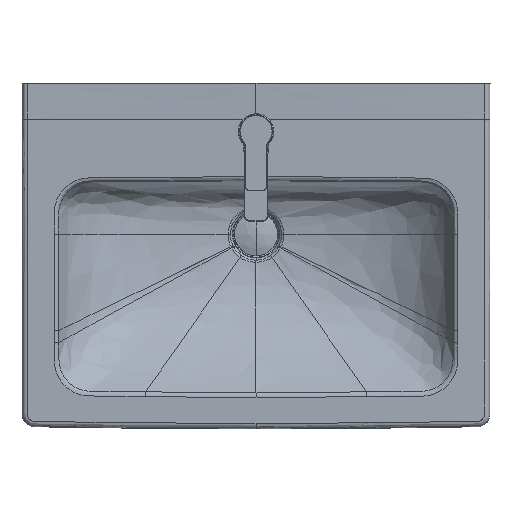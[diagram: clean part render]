
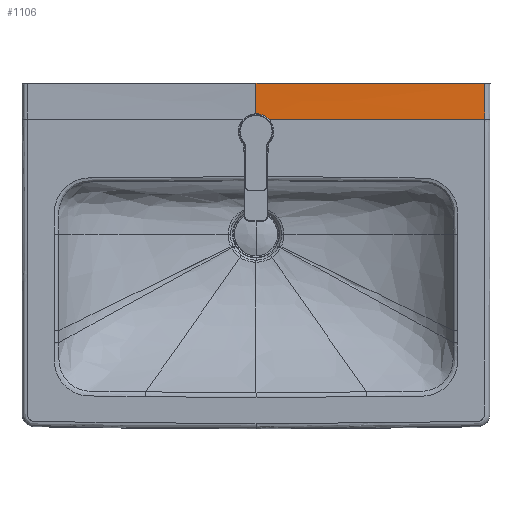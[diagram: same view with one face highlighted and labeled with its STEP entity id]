
A CAD part, top view. The second image highlights one B-rep face of the part: STEP entity #1106.
In plain terms, the highlighted free-form (B-spline) face has degree [5, 5] with [6, 12] control points.
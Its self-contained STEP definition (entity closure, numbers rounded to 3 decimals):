
#73=B_SPLINE_SURFACE_WITH_KNOTS('',5,5,((#36348,#36349,#36350,#36351,#36352,
#36353,#36354,#36355,#36356,#36357,#36358,#36359),(#36360,#36361,#36362,
#36363,#36364,#36365,#36366,#36367,#36368,#36369,#36370,#36371),(#36372,
#36373,#36374,#36375,#36376,#36377,#36378,#36379,#36380,#36381,#36382,#36383),
(#36384,#36385,#36386,#36387,#36388,#36389,#36390,#36391,#36392,#36393,
#36394,#36395),(#36396,#36397,#36398,#36399,#36400,#36401,#36402,#36403,
#36404,#36405,#36406,#36407),(#36408,#36409,#36410,#36411,#36412,#36413,
#36414,#36415,#36416,#36417,#36418,#36419)),.UNSPECIFIED.,.F.,.F.,.F.,(6,
6),(6,3,3,6),(0.,325.236),(638.002,650.501,675.5,
700.499),.UNSPECIFIED.);
#362=B_SPLINE_CURVE_WITH_KNOTS('',5,(#101005,#101006,#101007,#101008,#101009,
#101010,#101011,#101012,#101013),.UNSPECIFIED.,.F.,.F.,(6,3,6),(0.074,
35.388,69.995),.UNSPECIFIED.);
#366=B_SPLINE_CURVE_WITH_KNOTS('',1,(#101299,#101300),.UNSPECIFIED.,.F.,
 .F.,(2,2),(-313.463,0.),.UNSPECIFIED.);
#462=B_SPLINE_CURVE_WITH_KNOTS('',3,(#102862,#102863,#102864,#102865),
 .UNSPECIFIED.,.F.,.F.,(4,4),(0.,5.93),.UNSPECIFIED.);
#527=B_SPLINE_CURVE_WITH_KNOTS('',3,(#104145,#104146,#104147,#104148,#104149,
#104150),.UNSPECIFIED.,.F.,.F.,(4,2,4),(1263.451,1298.509,
1333.567),.UNSPECIFIED.);
#714=B_SPLINE_CURVE_WITH_KNOTS('',3,(#107114,#107115,#107116,#107117),
 .UNSPECIFIED.,.F.,.F.,(4,4),(-449.308,0.),.UNSPECIFIED.);
#1106=ADVANCED_FACE('',(#1561),#73,.T.);
#1561=FACE_OUTER_BOUND('',#2013,.T.);
#2013=EDGE_LOOP('',(#3230,#3231,#3232,#3233,#3234));
#3230=ORIENTED_EDGE('',*,*,#5086,.T.);
#3231=ORIENTED_EDGE('',*,*,#4654,.T.);
#3232=ORIENTED_EDGE('',*,*,#4771,.T.);
#3233=ORIENTED_EDGE('',*,*,#4658,.T.);
#3234=ORIENTED_EDGE('',*,*,#4850,.T.);
#4654=EDGE_CURVE('',#5883,#5881,#362,.T.);
#4658=EDGE_CURVE('',#5888,#5887,#366,.T.);
#4771=EDGE_CURVE('',#5881,#5888,#462,.T.);
#4850=EDGE_CURVE('',#5887,#6025,#527,.T.);
#5086=EDGE_CURVE('',#6025,#5883,#714,.T.);
#5881=VERTEX_POINT('',#99924);
#5883=VERTEX_POINT('',#99926);
#5887=VERTEX_POINT('',#99930);
#5888=VERTEX_POINT('',#99931);
#6025=VERTEX_POINT('',#100068);
#36348=CARTESIAN_POINT('',(325.209,252.602,82.954));
#36349=CARTESIAN_POINT('',(325.212,250.101,82.954));
#36350=CARTESIAN_POINT('',(325.214,247.599,82.954));
#36351=CARTESIAN_POINT('',(325.217,245.098,82.954));
#36352=CARTESIAN_POINT('',(325.225,237.591,82.954));
#36353=CARTESIAN_POINT('',(325.209,230.098,82.954));
#36354=CARTESIAN_POINT('',(325.212,225.095,82.954));
#36355=CARTESIAN_POINT('',(325.204,215.097,82.954));
#36356=CARTESIAN_POINT('',(325.2,205.096,82.954));
#36357=CARTESIAN_POINT('',(325.196,200.097,82.954));
#36358=CARTESIAN_POINT('',(325.193,195.097,82.954));
#36359=CARTESIAN_POINT('',(325.19,190.097,82.954));
#36360=CARTESIAN_POINT('',(260.169,252.603,83.869));
#36361=CARTESIAN_POINT('',(260.17,250.101,83.805));
#36362=CARTESIAN_POINT('',(260.171,247.6,83.741));
#36363=CARTESIAN_POINT('',(260.172,245.099,83.678));
#36364=CARTESIAN_POINT('',(260.175,237.593,83.486));
#36365=CARTESIAN_POINT('',(260.163,230.096,83.329));
#36366=CARTESIAN_POINT('',(260.164,225.094,83.239));
#36367=CARTESIAN_POINT('',(260.157,215.095,83.089));
#36368=CARTESIAN_POINT('',(260.153,205.094,82.999));
#36369=CARTESIAN_POINT('',(260.15,200.095,82.969));
#36370=CARTESIAN_POINT('',(260.148,195.096,82.954));
#36371=CARTESIAN_POINT('',(260.145,190.097,82.954));
#36372=CARTESIAN_POINT('',(195.124,252.598,84.555));
#36373=CARTESIAN_POINT('',(195.124,250.098,84.444));
#36374=CARTESIAN_POINT('',(195.124,247.597,84.332));
#36375=CARTESIAN_POINT('',(195.124,245.097,84.22));
#36376=CARTESIAN_POINT('',(195.124,237.596,83.886));
#36377=CARTESIAN_POINT('',(195.117,230.098,83.61));
#36378=CARTESIAN_POINT('',(195.116,225.097,83.453));
#36379=CARTESIAN_POINT('',(195.111,215.098,83.19));
#36380=CARTESIAN_POINT('',(195.108,205.097,83.033));
#36381=CARTESIAN_POINT('',(195.105,200.098,82.98));
#36382=CARTESIAN_POINT('',(195.103,195.098,82.954));
#36383=CARTESIAN_POINT('',(195.102,190.097,82.954));
#36384=CARTESIAN_POINT('',(130.074,252.593,85.013));
#36385=CARTESIAN_POINT('',(130.074,250.094,84.869));
#36386=CARTESIAN_POINT('',(130.073,247.595,84.726));
#36387=CARTESIAN_POINT('',(130.073,245.096,84.582));
#36388=CARTESIAN_POINT('',(130.072,237.598,84.152));
#36389=CARTESIAN_POINT('',(130.068,230.1,83.798));
#36390=CARTESIAN_POINT('',(130.067,225.101,83.595));
#36391=CARTESIAN_POINT('',(130.064,215.102,83.258));
#36392=CARTESIAN_POINT('',(130.061,205.101,83.055));
#36393=CARTESIAN_POINT('',(130.06,200.1,82.988));
#36394=CARTESIAN_POINT('',(130.058,195.099,82.954));
#36395=CARTESIAN_POINT('',(130.057,190.097,82.954));
#36396=CARTESIAN_POINT('',(65.023,252.591,85.241));
#36397=CARTESIAN_POINT('',(65.023,250.092,85.082));
#36398=CARTESIAN_POINT('',(65.022,247.594,84.923));
#36399=CARTESIAN_POINT('',(65.022,245.095,84.763));
#36400=CARTESIAN_POINT('',(65.02,237.599,84.285));
#36401=CARTESIAN_POINT('',(65.019,230.101,83.891));
#36402=CARTESIAN_POINT('',(65.018,225.102,83.666));
#36403=CARTESIAN_POINT('',(65.017,215.104,83.291));
#36404=CARTESIAN_POINT('',(65.015,205.102,83.066));
#36405=CARTESIAN_POINT('',(65.015,200.101,82.991));
#36406=CARTESIAN_POINT('',(65.014,195.1,82.954));
#36407=CARTESIAN_POINT('',(65.013,190.097,82.954));
#36408=CARTESIAN_POINT('',(-0.03,252.591,85.241));
#36409=CARTESIAN_POINT('',(-0.03,250.092,85.082));
#36410=CARTESIAN_POINT('',(-0.03,247.594,84.923));
#36411=CARTESIAN_POINT('',(-0.03,245.095,84.763));
#36412=CARTESIAN_POINT('',(-0.03,237.599,84.285));
#36413=CARTESIAN_POINT('',(-0.03,230.101,83.891));
#36414=CARTESIAN_POINT('',(-0.03,225.102,83.666));
#36415=CARTESIAN_POINT('',(-0.03,215.104,83.291));
#36416=CARTESIAN_POINT('',(-0.03,205.102,83.066));
#36417=CARTESIAN_POINT('',(-0.03,200.101,82.991));
#36418=CARTESIAN_POINT('',(-0.03,195.1,82.954));
#36419=CARTESIAN_POINT('',(-0.03,190.097,82.954));
#99924=CARTESIAN_POINT('',(-0.03,190.597,82.954));
#99926=CARTESIAN_POINT('',(-0.03,240.097,84.454));
#99930=CARTESIAN_POINT('',(317.586,190.097,82.954));
#99931=CARTESIAN_POINT('',(4.123,190.097,82.954));
#100068=CARTESIAN_POINT('',(317.684,240.097,83.023));
#101005=CARTESIAN_POINT('',(-0.03,240.097,84.454));
#101006=CARTESIAN_POINT('',(-0.03,235.1,84.154));
#101007=CARTESIAN_POINT('',(-0.03,230.101,83.891));
#101008=CARTESIAN_POINT('',(-0.03,225.102,83.666));
#101009=CARTESIAN_POINT('',(-0.03,215.204,83.295));
#101010=CARTESIAN_POINT('',(-0.03,205.302,83.071));
#101011=CARTESIAN_POINT('',(-0.03,200.401,82.996));
#101012=CARTESIAN_POINT('',(-0.03,195.5,82.957));
#101013=CARTESIAN_POINT('',(-0.03,190.597,82.954));
#101299=CARTESIAN_POINT('',(4.123,190.097,82.954));
#101300=CARTESIAN_POINT('',(317.586,190.097,82.954));
#102862=CARTESIAN_POINT('',(-0.03,190.597,82.954));
#102863=CARTESIAN_POINT('',(1.384,190.597,82.954));
#102864=CARTESIAN_POINT('',(2.749,190.433,82.954));
#102865=CARTESIAN_POINT('',(4.123,190.097,82.954));
#104145=CARTESIAN_POINT('',(317.586,190.097,82.954));
#104146=CARTESIAN_POINT('',(317.591,198.367,82.954));
#104147=CARTESIAN_POINT('',(317.6,205.984,82.959));
#104148=CARTESIAN_POINT('',(317.636,224.348,82.984));
#104149=CARTESIAN_POINT('',(317.661,232.363,83.002));
#104150=CARTESIAN_POINT('',(317.684,240.097,83.023));
#107114=CARTESIAN_POINT('',(317.684,240.097,83.023));
#107115=CARTESIAN_POINT('',(211.782,240.097,83.977));
#107116=CARTESIAN_POINT('',(105.876,240.097,84.454));
#107117=CARTESIAN_POINT('',(-0.03,240.097,84.454));
